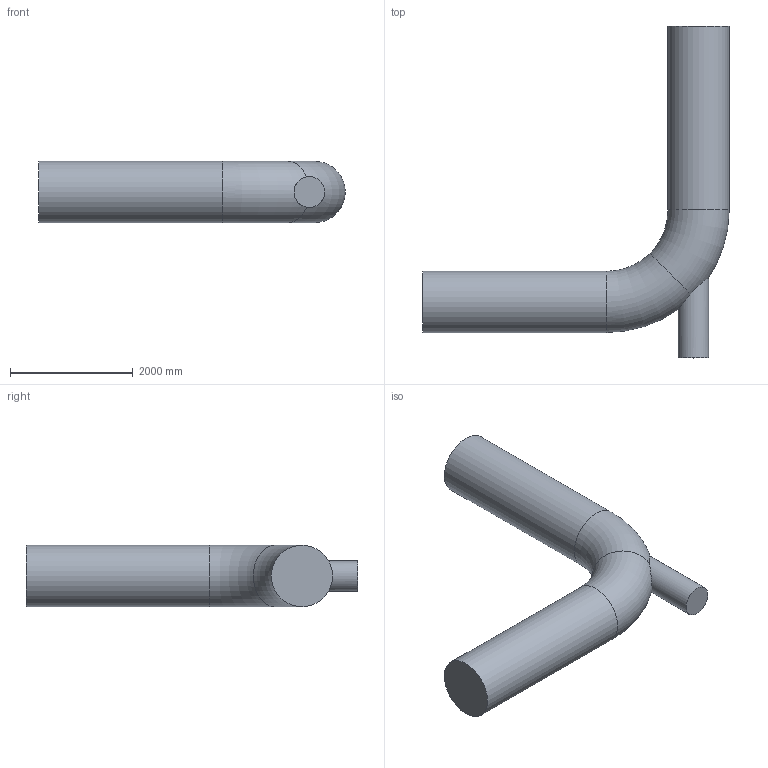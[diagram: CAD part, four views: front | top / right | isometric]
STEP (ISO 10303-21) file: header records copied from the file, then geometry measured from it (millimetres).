
FILE_DESCRIPTION(('Open CASCADE Model'),'2;1');
FILE_NAME('Open CASCADE Shape Model','2013-06-27T16:28:08',('Author'),( 'Open CASCADE'),'Open CASCADE STEP processor 6.5','Open CASCADE 6.5' ,'Unknown');
FILE_SCHEMA(('AUTOMOTIVE_DESIGN_CC2 { 1 2 10303 214 -1 1 5 4 }'));
Length unit declared in the file: metre
Products named in the file (1): Open CASCADE STEP translator 6.5 1
Bounding box: 5000 x 5414.21 x 1000 mm (x, y, z)
Volume: 6766331821.3 mm3; surface area: 29406951.7 mm2
Topology: 1 solids, 1 shells, 8 faces, 15 edges, 9 vertices
Faces by surface type: plane 3, cylinder 3, torus 2
Full cylindrical faces by diameter (mm): 500 x1, 1000 x2
Entity records: 1092 total; most frequent: CARTESIAN_POINT 793, DIRECTION 50, ORIENTED_EDGE 30, PCURVE 30, DEFINITIONAL_REPRESENTATION 30, B_SPLINE_CURVE_WITH_KNOTS 19, AXIS2_PLACEMENT_3D 18, EDGE_CURVE 15
